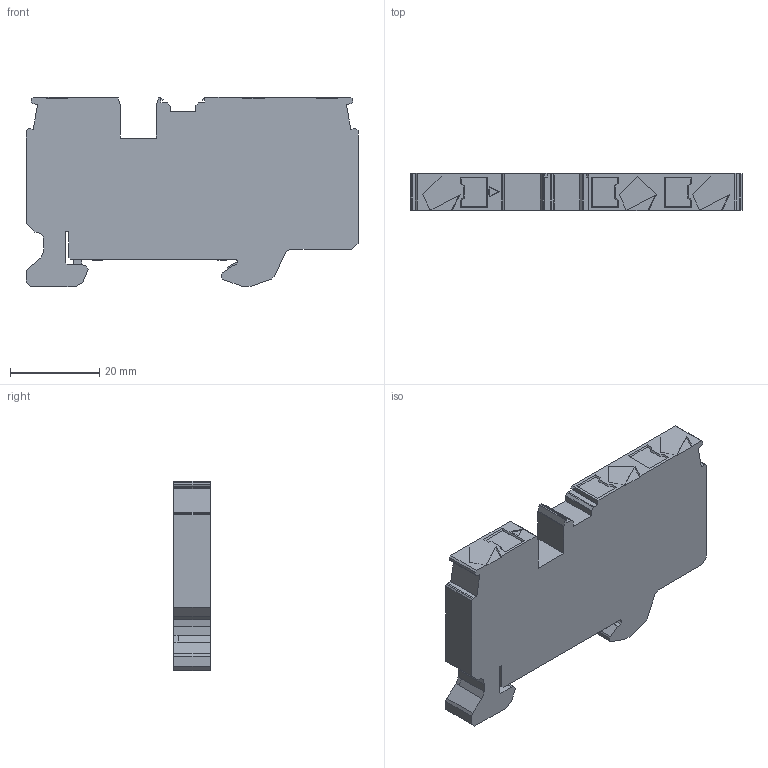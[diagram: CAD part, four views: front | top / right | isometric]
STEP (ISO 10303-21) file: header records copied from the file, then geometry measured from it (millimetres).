
FILE_DESCRIPTION( ('This file contains a STEP AP42 implementation' ,'as created by ZW3D STEP Interface translator.') ,'2;1' );
FILE_NAME( 'GUV6-103-PE-00N.stp' ,'2410 8.145153', (''), ('ZWCAD Software Co.'), 'Version 1.0', 'ZW3D to STEP translator', '' );
FILE_SCHEMA(('CONFIG_CONTROL_DESIGN'));
Length unit declared in the file: millimetre
Products named in the file (1): 0
Bounding box: 74.2 x 8.2 x 42.3 mm (x, y, z)
Volume: 21461.8 mm3; surface area: 7692.7 mm2
Topology: 1 solids, 1 shells, 182 faces, 528 edges, 346 vertices
Faces by surface type: bspline 182
Entity records: 6252 total; most frequent: CARTESIAN_POINT 3236, ORIENTED_EDGE 1044, EDGE_CURVE 522, B_SPLINE_CURVE_WITH_KNOTS 399, VERTEX_POINT 348, EDGE_LOOP 190, FACE_OUTER_BOUND 182, ADVANCED_FACE 182
